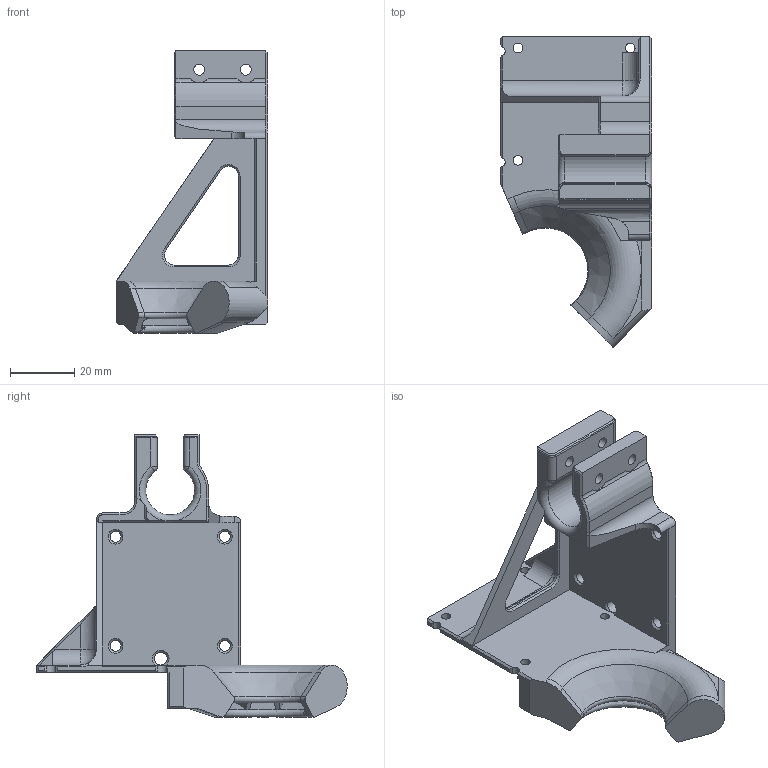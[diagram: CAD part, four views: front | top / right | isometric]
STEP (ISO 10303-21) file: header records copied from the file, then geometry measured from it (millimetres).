
FILE_DESCRIPTION( ( '' ), ' ' );
FILE_NAME( '5e6c4fd144c8d3140e1fd3d1.step', '2020-03-14T03:30:26', ( '' ), ( '' ), ' ', ' ', ' ' );
FILE_SCHEMA( ( 'AUTOMOTIVE_DESIGN { 1 0 10303 214 1 1 1 1 }' ) );
Length unit declared in the file: metre
Products named in the file (1): Mounting
Bounding box: 47.2 x 96.7 x 87.9 mm (x, y, z)
Volume: 35828.8 mm3; surface area: 23374.8 mm2
Topology: 1 solids, 1 shells, 259 faces, 684 edges, 411 vertices
Faces by surface type: plane 137, cylinder 45, cone 41, bspline 24, torus 7, sphere 5
Full cylindrical faces by diameter (mm): 3 x4, 3.4 x8, 4 x1
Entity records: 13290 total; most frequent: CARTESIAN_POINT 5029, ORIENTED_EDGE 1308, DIRECTION 1233, EDGE_CURVE 654, AXIS2_PLACEMENT_3D 425, VERTEX_POINT 405, LINE 383, VECTOR 383
